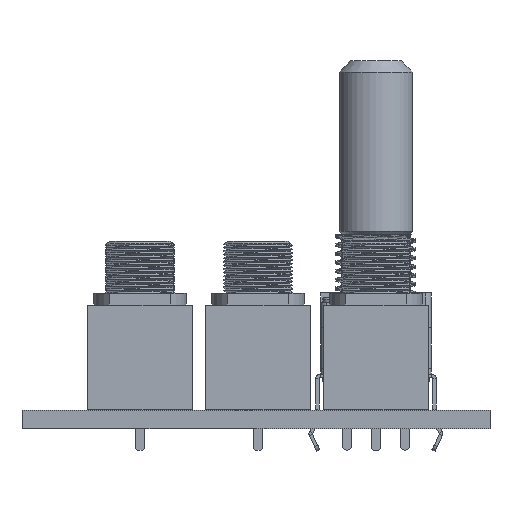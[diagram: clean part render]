
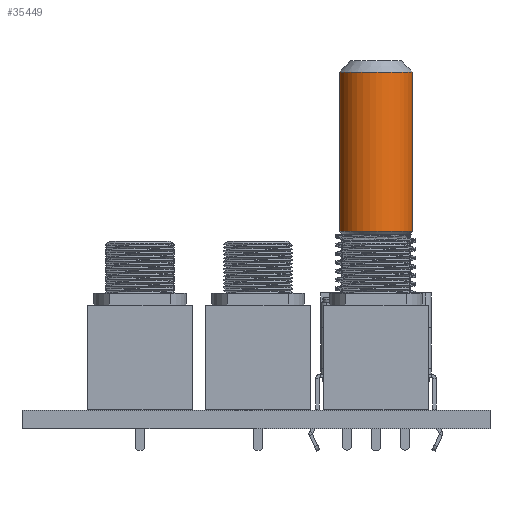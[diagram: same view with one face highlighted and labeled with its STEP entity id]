
A CAD part, front view. The second image highlights one B-rep face of the part: STEP entity #35449.
In plain terms, the highlighted cylindrical face has radius 3.175 mm (diameter 6.35 mm), a full revolution.
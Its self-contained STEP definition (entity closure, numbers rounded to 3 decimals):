
#34382 = CONICAL_SURFACE('',#34383,3.175,0.785);
#34383 = AXIS2_PLACEMENT_3D('',#34384,#34385,#34386);
#34384 = CARTESIAN_POINT('',(-0.003,0.007,
    15.344));
#34385 = DIRECTION('',(0.,0.,1.));
#34386 = DIRECTION('',(1.,0.,-0.));
#34902 = VERTEX_POINT('',#34903);
#34903 = CARTESIAN_POINT('',(3.172,0.007,15.344)
  );
#34926 = EDGE_CURVE('',#34902,#34902,#34927,.T.);
#34927 = SURFACE_CURVE('',#34928,(#34933,#34940),.PCURVE_S1.);
#34928 = CIRCLE('',#34929,3.175);
#34929 = AXIS2_PLACEMENT_3D('',#34930,#34931,#34932);
#34930 = CARTESIAN_POINT('',(-0.003,0.007,
    15.344));
#34931 = DIRECTION('',(-0.,0.,1.));
#34932 = DIRECTION('',(1.,0.,0.));
#34933 = PCURVE('',#34382,#34934);
#34934 = DEFINITIONAL_REPRESENTATION('',(#34935),#34939);
#34935 = LINE('',#34936,#34937);
#34936 = CARTESIAN_POINT('',(0.,0.));
#34937 = VECTOR('',#34938,1.);
#34938 = DIRECTION('',(1.,0.));
#34939 = ( GEOMETRIC_REPRESENTATION_CONTEXT(2) 
PARAMETRIC_REPRESENTATION_CONTEXT() REPRESENTATION_CONTEXT('2D SPACE',''
  ) );
#34940 = PCURVE('',#34941,#34946);
#34941 = CYLINDRICAL_SURFACE('',#34942,3.175);
#34942 = AXIS2_PLACEMENT_3D('',#34943,#34944,#34945);
#34943 = CARTESIAN_POINT('',(-0.003,0.007,
    15.044));
#34944 = DIRECTION('',(0.,0.,-1.));
#34945 = DIRECTION('',(1.,0.,0.));
#34946 = DEFINITIONAL_REPRESENTATION('',(#34947),#34951);
#34947 = LINE('',#34948,#34949);
#34948 = CARTESIAN_POINT('',(6.283,-0.3));
#34949 = VECTOR('',#34950,1.);
#34950 = DIRECTION('',(-1.,0.));
#34951 = ( GEOMETRIC_REPRESENTATION_CONTEXT(2) 
PARAMETRIC_REPRESENTATION_CONTEXT() REPRESENTATION_CONTEXT('2D SPACE',''
  ) );
#35449 = ADVANCED_FACE('',(#35450),#34941,.T.);
#35450 = FACE_BOUND('',#35451,.T.);
#35451 = EDGE_LOOP('',(#35452,#35453,#35476,#35503));
#35452 = ORIENTED_EDGE('',*,*,#34926,.T.);
#35453 = ORIENTED_EDGE('',*,*,#35454,.T.);
#35454 = EDGE_CURVE('',#34902,#35455,#35457,.T.);
#35455 = VERTEX_POINT('',#35456);
#35456 = CARTESIAN_POINT('',(3.172,0.007,29.044)
  );
#35457 = SEAM_CURVE('',#35458,(#35462,#35469),.PCURVE_S1.);
#35458 = LINE('',#35459,#35460);
#35459 = CARTESIAN_POINT('',(3.172,0.007,15.044)
  );
#35460 = VECTOR('',#35461,1.);
#35461 = DIRECTION('',(0.,0.,1.));
#35462 = PCURVE('',#34941,#35463);
#35463 = DEFINITIONAL_REPRESENTATION('',(#35464),#35468);
#35464 = LINE('',#35465,#35466);
#35465 = CARTESIAN_POINT('',(0.,0.));
#35466 = VECTOR('',#35467,1.);
#35467 = DIRECTION('',(0.,-1.));
#35468 = ( GEOMETRIC_REPRESENTATION_CONTEXT(2) 
PARAMETRIC_REPRESENTATION_CONTEXT() REPRESENTATION_CONTEXT('2D SPACE',''
  ) );
#35469 = PCURVE('',#34941,#35470);
#35470 = DEFINITIONAL_REPRESENTATION('',(#35471),#35475);
#35471 = LINE('',#35472,#35473);
#35472 = CARTESIAN_POINT('',(6.283,0.));
#35473 = VECTOR('',#35474,1.);
#35474 = DIRECTION('',(0.,-1.));
#35475 = ( GEOMETRIC_REPRESENTATION_CONTEXT(2) 
PARAMETRIC_REPRESENTATION_CONTEXT() REPRESENTATION_CONTEXT('2D SPACE',''
  ) );
#35476 = ORIENTED_EDGE('',*,*,#35477,.F.);
#35477 = EDGE_CURVE('',#35455,#35455,#35478,.T.);
#35478 = SURFACE_CURVE('',#35479,(#35484,#35491),.PCURVE_S1.);
#35479 = CIRCLE('',#35480,3.175);
#35480 = AXIS2_PLACEMENT_3D('',#35481,#35482,#35483);
#35481 = CARTESIAN_POINT('',(-0.003,0.007,
    29.044));
#35482 = DIRECTION('',(-0.,0.,1.));
#35483 = DIRECTION('',(1.,0.,0.));
#35484 = PCURVE('',#34941,#35485);
#35485 = DEFINITIONAL_REPRESENTATION('',(#35486),#35490);
#35486 = LINE('',#35487,#35488);
#35487 = CARTESIAN_POINT('',(6.283,-14.));
#35488 = VECTOR('',#35489,1.);
#35489 = DIRECTION('',(-1.,0.));
#35490 = ( GEOMETRIC_REPRESENTATION_CONTEXT(2) 
PARAMETRIC_REPRESENTATION_CONTEXT() REPRESENTATION_CONTEXT('2D SPACE',''
  ) );
#35491 = PCURVE('',#35492,#35497);
#35492 = CONICAL_SURFACE('',#35493,3.175,0.785);
#35493 = AXIS2_PLACEMENT_3D('',#35494,#35495,#35496);
#35494 = CARTESIAN_POINT('',(-0.003,0.007,
    29.044));
#35495 = DIRECTION('',(0.,0.,-1.));
#35496 = DIRECTION('',(1.,0.,0.));
#35497 = DEFINITIONAL_REPRESENTATION('',(#35498),#35502);
#35498 = LINE('',#35499,#35500);
#35499 = CARTESIAN_POINT('',(6.283,0.));
#35500 = VECTOR('',#35501,1.);
#35501 = DIRECTION('',(-1.,0.));
#35502 = ( GEOMETRIC_REPRESENTATION_CONTEXT(2) 
PARAMETRIC_REPRESENTATION_CONTEXT() REPRESENTATION_CONTEXT('2D SPACE',''
  ) );
#35503 = ORIENTED_EDGE('',*,*,#35454,.F.);
